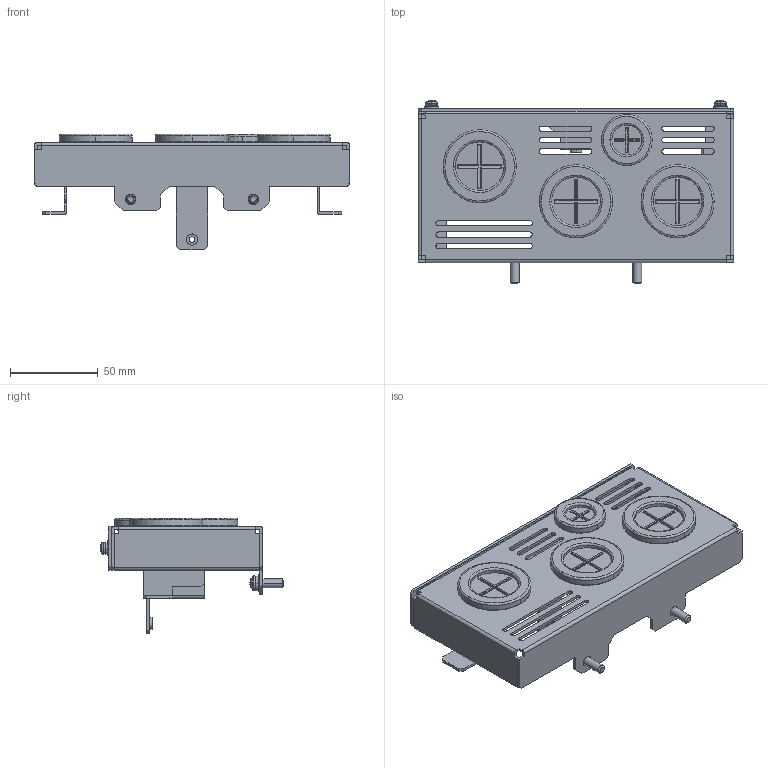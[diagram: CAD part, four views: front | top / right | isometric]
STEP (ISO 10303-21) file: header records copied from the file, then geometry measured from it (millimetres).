
FILE_DESCRIPTION (( 'STEP AP214' ), '1' );
FILE_NAME ('ACG-N1E.STEP', '2024-05-14T16:08:47', ( '' ), ( '' ), 'SwSTEP 2.0', 'SolidWorks 2021', '' );
FILE_SCHEMA (( 'AUTOMOTIVE_DESIGN' ));
Length unit declared in the file: inch
Products named in the file (1): ACG-N1E
Bounding box: 180 x 104.95 x 66 mm (x, y, z)
Volume: 84727.2 mm3; surface area: 96470.9 mm2
Topology: 12 solids, 12 shells, 598 faces, 1532 edges, 1010 vertices
Faces by surface type: plane 311, cylinder 205, bspline 58, cone 24
Entity records: 20451 total; most frequent: CARTESIAN_POINT 5817, ORIENTED_EDGE 3064, DIRECTION 2936, EDGE_CURVE 1532, AXIS2_PLACEMENT_3D 1019, VERTEX_POINT 1010, VECTOR 898, LINE 898
